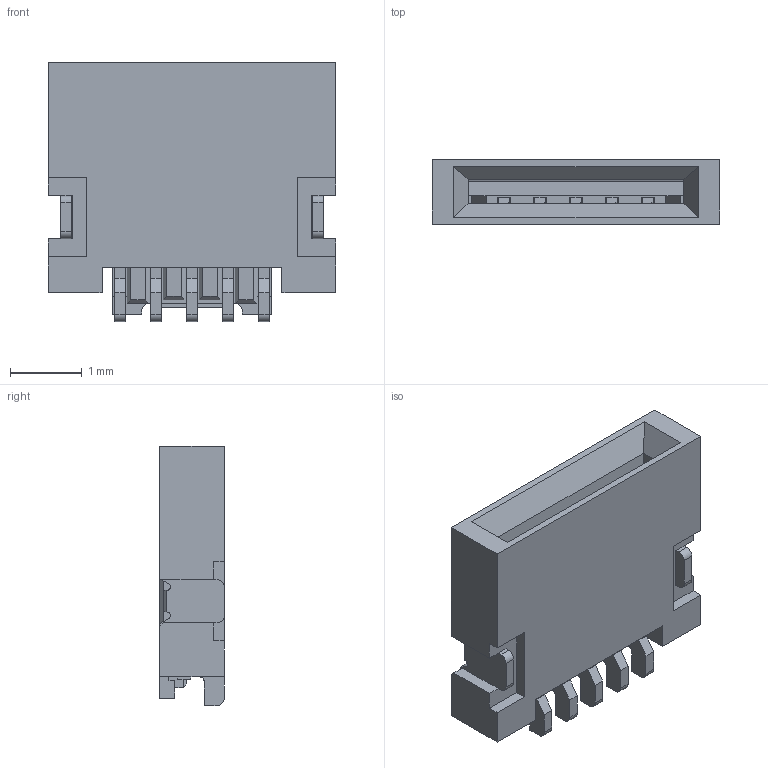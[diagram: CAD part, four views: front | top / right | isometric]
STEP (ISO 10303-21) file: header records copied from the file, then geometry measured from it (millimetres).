
FILE_DESCRIPTION (( 'STEP AP214' ), '1' );
FILE_NAME ('reoriented-59453-051110ECHLF.STEP', '2023-08-31T21:46:37', ( '' ), ( '' ), 'SwSTEP 2.0', 'SolidWorks 2021', '' );
FILE_SCHEMA (( 'AUTOMOTIVE_DESIGN' ));
Length unit declared in the file: millimetre
Products named in the file (1): reoriented-59453-051110ECHLF
Bounding box: 4 x 0.9 x 3.6 mm (x, y, z)
Volume: 8.2 mm3; surface area: 90.1 mm2
Topology: 1 solids, 1 shells, 670 faces, 2037 edges, 1288 vertices
Faces by surface type: plane 587, cylinder 83
Entity records: 22473 total; most frequent: CARTESIAN_POINT 4106, ORIENTED_EDGE 4074, DIRECTION 3507, EDGE_CURVE 2037, VECTOR 1869, LINE 1869, VERTEX_POINT 1288, AXIS2_PLACEMENT_3D 819
